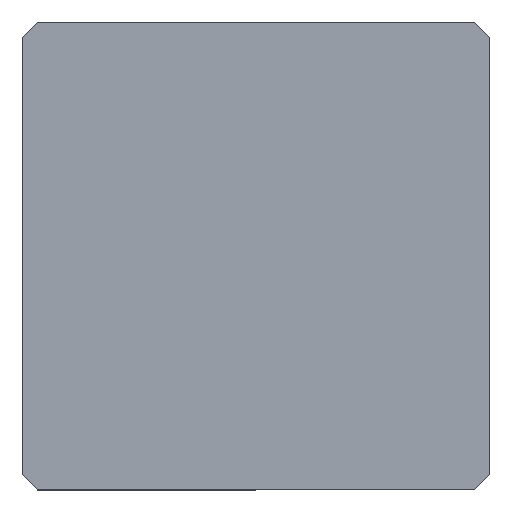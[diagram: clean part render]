
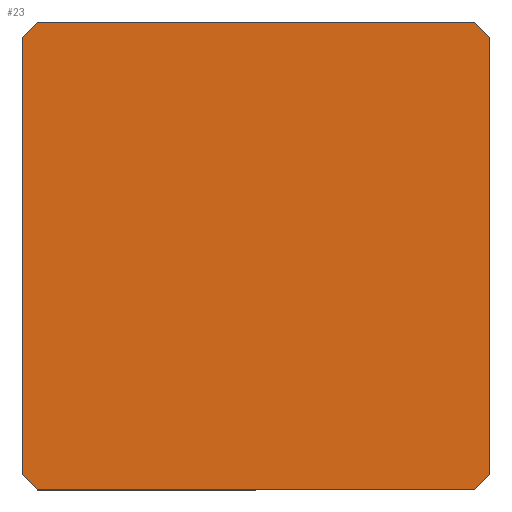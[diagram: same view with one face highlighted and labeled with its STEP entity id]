
A CAD part, top view. The second image highlights one B-rep face of the part: STEP entity #23.
In plain terms, the highlighted planar face has unit normal (0, 0, 1).
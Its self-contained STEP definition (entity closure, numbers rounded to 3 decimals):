
#23 = ADVANCED_FACE ( 'NONE', ( #130 ), #243, .T. ) ;
#27 = AXIS2_PLACEMENT_3D ( 'NONE', #44, #184, #48 ) ;
#30 = ORIENTED_EDGE ( 'NONE', *, *, #164, .T. ) ;
#43 = DIRECTION ( 'NONE',  ( 0.707, -0.707, 0. ) ) ;
#44 = CARTESIAN_POINT ( 'NONE',  ( 0., 0., 6.5 ) ) ;
#46 = EDGE_CURVE ( 'NONE', #128, #65, #104, .T. ) ;
#47 = CARTESIAN_POINT ( 'NONE',  ( -76., -71., 6.5 ) ) ;
#48 = DIRECTION ( 'NONE',  ( 1., 0., 0. ) ) ;
#49 = DIRECTION ( 'NONE',  ( -0.707, -0.707, 0. ) ) ;
#50 = CARTESIAN_POINT ( 'NONE',  ( 73.5, -73.5, 6.5 ) ) ;
#51 = VECTOR ( 'NONE', #181, 1000. ) ;
#53 = LINE ( 'NONE', #221, #117 ) ;
#54 = LINE ( 'NONE', #55, #245 ) ;
#55 = CARTESIAN_POINT ( 'NONE',  ( -73.5, 73.5, 6.5 ) ) ;
#65 = VERTEX_POINT ( 'NONE', #183 ) ;
#81 = LINE ( 'NONE', #196, #291 ) ;
#85 = VECTOR ( 'NONE', #311, 1000. ) ;
#99 = VECTOR ( 'NONE', #43, 1000. ) ;
#100 = CARTESIAN_POINT ( 'NONE',  ( -71., 76., 6.5 ) ) ;
#104 = LINE ( 'NONE', #133, #99 ) ;
#112 = CARTESIAN_POINT ( 'NONE',  ( 76., 71., 6.5 ) ) ;
#116 = VERTEX_POINT ( 'NONE', #100 ) ;
#117 = VECTOR ( 'NONE', #305, 1000. ) ;
#124 = VERTEX_POINT ( 'NONE', #326 ) ;
#128 = VERTEX_POINT ( 'NONE', #47 ) ;
#130 = FACE_OUTER_BOUND ( 'NONE', #347, .T. ) ;
#132 = VECTOR ( 'NONE', #139, 1000. ) ;
#133 = CARTESIAN_POINT ( 'NONE',  ( -73.5, -73.5, 6.5 ) ) ;
#135 = DIRECTION ( 'NONE',  ( 0., 1., 0. ) ) ;
#139 = DIRECTION ( 'NONE',  ( -1., 0., 0. ) ) ;
#143 = EDGE_CURVE ( 'NONE', #124, #149, #162, .T. ) ;
#147 = VECTOR ( 'NONE', #135, 1000. ) ;
#149 = VERTEX_POINT ( 'NONE', #112 ) ;
#154 = ORIENTED_EDGE ( 'NONE', *, *, #188, .T. ) ;
#162 = LINE ( 'NONE', #274, #147 ) ;
#164 = EDGE_CURVE ( 'NONE', #116, #293, #54, .T. ) ;
#168 = DIRECTION ( 'NONE',  ( 1., 0., 0. ) ) ;
#171 = LINE ( 'NONE', #50, #85 ) ;
#173 = VERTEX_POINT ( 'NONE', #256 ) ;
#181 = DIRECTION ( 'NONE',  ( -0.707, 0.707, 0. ) ) ;
#183 = CARTESIAN_POINT ( 'NONE',  ( -71., -76., 6.5 ) ) ;
#184 = DIRECTION ( 'NONE',  ( 0., 0., 1. ) ) ;
#185 = EDGE_CURVE ( 'NONE', #65, #173, #81, .T. ) ;
#188 = EDGE_CURVE ( 'NONE', #295, #116, #224, .T. ) ;
#196 = CARTESIAN_POINT ( 'NONE',  ( -76., -76., 6.5 ) ) ;
#199 = CARTESIAN_POINT ( 'NONE',  ( 73.5, 73.5, 6.5 ) ) ;
#207 = ORIENTED_EDGE ( 'NONE', *, *, #365, .T. ) ;
#220 = CARTESIAN_POINT ( 'NONE',  ( -76., 71., 6.5 ) ) ;
#221 = CARTESIAN_POINT ( 'NONE',  ( -76., 76., 6.5 ) ) ;
#222 = EDGE_CURVE ( 'NONE', #293, #128, #53, .T. ) ;
#224 = LINE ( 'NONE', #283, #132 ) ;
#233 = ORIENTED_EDGE ( 'NONE', *, *, #185, .T. ) ;
#243 = PLANE ( 'NONE',  #27 ) ;
#245 = VECTOR ( 'NONE', #49, 1000. ) ;
#256 = CARTESIAN_POINT ( 'NONE',  ( 71., -76., 6.5 ) ) ;
#262 = ORIENTED_EDGE ( 'NONE', *, *, #143, .T. ) ;
#265 = ORIENTED_EDGE ( 'NONE', *, *, #222, .T. ) ;
#269 = EDGE_CURVE ( 'NONE', #173, #124, #171, .T. ) ;
#274 = CARTESIAN_POINT ( 'NONE',  ( 76., -76., 6.5 ) ) ;
#277 = CARTESIAN_POINT ( 'NONE',  ( 71., 76., 6.5 ) ) ;
#283 = CARTESIAN_POINT ( 'NONE',  ( 76., 76., 6.5 ) ) ;
#290 = LINE ( 'NONE', #199, #51 ) ;
#291 = VECTOR ( 'NONE', #168, 1000. ) ;
#293 = VERTEX_POINT ( 'NONE', #220 ) ;
#295 = VERTEX_POINT ( 'NONE', #277 ) ;
#305 = DIRECTION ( 'NONE',  ( 0., -1., 0. ) ) ;
#311 = DIRECTION ( 'NONE',  ( 0.707, 0.707, 0. ) ) ;
#326 = CARTESIAN_POINT ( 'NONE',  ( 76., -71., 6.5 ) ) ;
#347 = EDGE_LOOP ( 'NONE', ( #265, #350, #233, #366, #262, #207, #154, #30 ) ) ;
#350 = ORIENTED_EDGE ( 'NONE', *, *, #46, .T. ) ;
#365 = EDGE_CURVE ( 'NONE', #149, #295, #290, .T. ) ;
#366 = ORIENTED_EDGE ( 'NONE', *, *, #269, .T. ) ;
